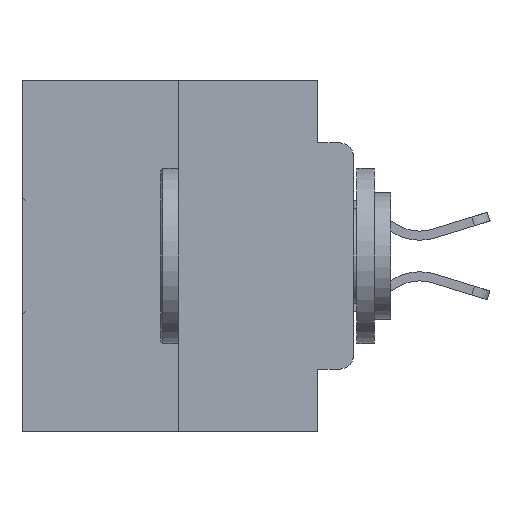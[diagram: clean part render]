
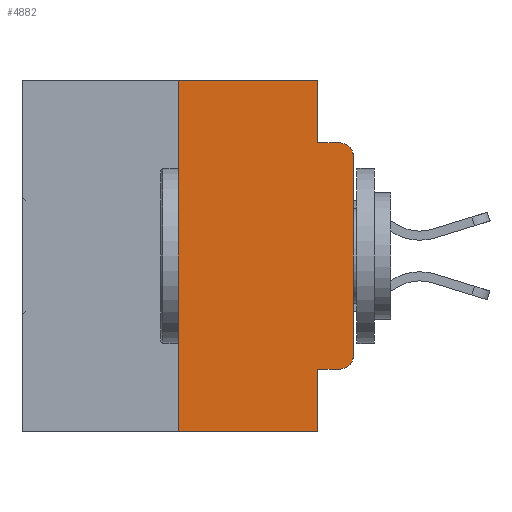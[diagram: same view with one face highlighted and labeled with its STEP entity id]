
A CAD part, left-side view. The second image highlights one B-rep face of the part: STEP entity #4882.
In plain terms, the highlighted planar face has unit normal (-1, 0, 0).
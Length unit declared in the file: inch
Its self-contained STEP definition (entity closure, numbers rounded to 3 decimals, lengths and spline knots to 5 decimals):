
#225 = LINE ( 'NONE', #26637, #5427 ) ;
#349 = CARTESIAN_POINT ( 'NONE',  ( 0., 0.051, -0.0885 ) ) ;
#382 = LINE ( 'NONE', #17354, #25807 ) ;
#507 = CARTESIAN_POINT ( 'NONE',  ( 0., 0.25, -0.5 ) ) ;
#833 = DIRECTION ( 'NONE',  ( -1., 0., 0. ) ) ;
#944 = CARTESIAN_POINT ( 'NONE',  ( 0., 0., -0.3915 ) ) ;
#954 = VERTEX_POINT ( 'NONE', #24179 ) ;
#1421 = ORIENTED_EDGE ( 'NONE', *, *, #21591, .T. ) ;
#1446 = VERTEX_POINT ( 'NONE', #15394 ) ;
#2042 = EDGE_CURVE ( 'NONE', #11355, #20236, #7644, .T. ) ;
#2074 = CARTESIAN_POINT ( 'NONE',  ( 0., 0.473, 0. ) ) ;
#2183 = DIRECTION ( 'NONE',  ( 0., 0., -1. ) ) ;
#2248 = AXIS2_PLACEMENT_3D ( 'NONE', #2074, #17503, #2183 ) ;
#2546 = VERTEX_POINT ( 'NONE', #944 ) ;
#3169 = VERTEX_POINT ( 'NONE', #13114 ) ;
#3290 = VECTOR ( 'NONE', #31150, 39.37008 ) ;
#4732 = CARTESIAN_POINT ( 'NONE',  ( 0., 0.051, 0. ) ) ;
#4835 = CIRCLE ( 'NONE', #9478, 0.02 ) ;
#4882 = ADVANCED_FACE ( 'NONE', ( #18969 ), #14966, .F. ) ;
#5202 = VERTEX_POINT ( 'NONE', #29199 ) ;
#5427 = VECTOR ( 'NONE', #16665, 39.37008 ) ;
#5647 = LINE ( 'NONE', #349, #31725 ) ;
#6704 = CARTESIAN_POINT ( 'NONE',  ( 0., 0.051, -0.5 ) ) ;
#6871 = CARTESIAN_POINT ( 'NONE',  ( 0., 0.051, 0. ) ) ;
#7175 = CARTESIAN_POINT ( 'NONE',  ( 0., 0.02, -0.1085 ) ) ;
#7202 = LINE ( 'NONE', #17042, #13215 ) ;
#7644 = LINE ( 'NONE', #24974, #13664 ) ;
#8244 = ORIENTED_EDGE ( 'NONE', *, *, #19911, .F. ) ;
#9449 = DIRECTION ( 'NONE',  ( 0., 0., -1. ) ) ;
#9478 = AXIS2_PLACEMENT_3D ( 'NONE', #16170, #833, #18693 ) ;
#9758 = DIRECTION ( 'NONE',  ( 0., 0., -1. ) ) ;
#11355 = VERTEX_POINT ( 'NONE', #507 ) ;
#11411 = EDGE_CURVE ( 'NONE', #5202, #2546, #4835, .T. ) ;
#11478 = ORIENTED_EDGE ( 'NONE', *, *, #20192, .F. ) ;
#11778 = CARTESIAN_POINT ( 'NONE',  ( 0., 0.473, 0. ) ) ;
#13114 = CARTESIAN_POINT ( 'NONE',  ( 0., 0.051, -0.0885 ) ) ;
#13122 = EDGE_CURVE ( 'NONE', #954, #5202, #225, .T. ) ;
#13215 = VECTOR ( 'NONE', #24632, 39.37008 ) ;
#13664 = VECTOR ( 'NONE', #30429, 39.37008 ) ;
#13897 = CARTESIAN_POINT ( 'NONE',  ( 0., 0.02, -0.0885 ) ) ;
#14188 = VERTEX_POINT ( 'NONE', #26159 ) ;
#14250 = ORIENTED_EDGE ( 'NONE', *, *, #24957, .T. ) ;
#14673 = ORIENTED_EDGE ( 'NONE', *, *, #2042, .T. ) ;
#14827 = EDGE_CURVE ( 'NONE', #954, #20236, #16896, .T. ) ;
#14966 = PLANE ( 'NONE',  #2248 ) ;
#15208 = CIRCLE ( 'NONE', #22863, 0.02 ) ;
#15394 = CARTESIAN_POINT ( 'NONE',  ( 0., 0., -0.1085 ) ) ;
#16170 = CARTESIAN_POINT ( 'NONE',  ( 0., 0.02, -0.3915 ) ) ;
#16423 = VECTOR ( 'NONE', #26833, 39.37008 ) ;
#16511 = EDGE_CURVE ( 'NONE', #11355, #14188, #382, .T. ) ;
#16538 = VERTEX_POINT ( 'NONE', #4732 ) ;
#16665 = DIRECTION ( 'NONE',  ( 0., -1., 0. ) ) ;
#16896 = LINE ( 'NONE', #18574, #3290 ) ;
#17042 = CARTESIAN_POINT ( 'NONE',  ( 0., 0., 0. ) ) ;
#17354 = CARTESIAN_POINT ( 'NONE',  ( 0., 0.25, 0. ) ) ;
#17503 = DIRECTION ( 'NONE',  ( 1., 0., 0. ) ) ;
#18214 = EDGE_CURVE ( 'NONE', #16538, #3169, #20520, .T. ) ;
#18574 = CARTESIAN_POINT ( 'NONE',  ( 0., 0.051, 0. ) ) ;
#18693 = DIRECTION ( 'NONE',  ( 0., 0., -1. ) ) ;
#18969 = FACE_OUTER_BOUND ( 'NONE', #31236, .T. ) ;
#19610 = LINE ( 'NONE', #11778, #16423 ) ;
#19911 = EDGE_CURVE ( 'NONE', #3169, #23280, #5647, .T. ) ;
#20192 = EDGE_CURVE ( 'NONE', #14188, #16538, #19610, .T. ) ;
#20236 = VERTEX_POINT ( 'NONE', #6704 ) ;
#20520 = LINE ( 'NONE', #6871, #26364 ) ;
#21393 = ORIENTED_EDGE ( 'NONE', *, *, #14827, .F. ) ;
#21591 = EDGE_CURVE ( 'NONE', #1446, #23280, #15208, .T. ) ;
#22184 = ORIENTED_EDGE ( 'NONE', *, *, #13122, .T. ) ;
#22863 = AXIS2_PLACEMENT_3D ( 'NONE', #7175, #24924, #9758 ) ;
#22971 = ORIENTED_EDGE ( 'NONE', *, *, #11411, .T. ) ;
#23280 = VERTEX_POINT ( 'NONE', #13897 ) ;
#23329 = ORIENTED_EDGE ( 'NONE', *, *, #18214, .F. ) ;
#24179 = CARTESIAN_POINT ( 'NONE',  ( 0., 0.051, -0.4115 ) ) ;
#24632 = DIRECTION ( 'NONE',  ( 0., 0., 1. ) ) ;
#24924 = DIRECTION ( 'NONE',  ( -1., 0., 0. ) ) ;
#24957 = EDGE_CURVE ( 'NONE', #2546, #1446, #7202, .T. ) ;
#24974 = CARTESIAN_POINT ( 'NONE',  ( 0., 0.473, -0.5 ) ) ;
#25678 = DIRECTION ( 'NONE',  ( 0., -1., 0. ) ) ;
#25807 = VECTOR ( 'NONE', #29931, 39.37008 ) ;
#26159 = CARTESIAN_POINT ( 'NONE',  ( 0., 0.25, 0. ) ) ;
#26364 = VECTOR ( 'NONE', #9449, 39.37008 ) ;
#26637 = CARTESIAN_POINT ( 'NONE',  ( 0., 0.051, -0.4115 ) ) ;
#26833 = DIRECTION ( 'NONE',  ( 0., -1., 0. ) ) ;
#29199 = CARTESIAN_POINT ( 'NONE',  ( 0., 0.02, -0.4115 ) ) ;
#29931 = DIRECTION ( 'NONE',  ( 0., 0., 1. ) ) ;
#30429 = DIRECTION ( 'NONE',  ( 0., -1., 0. ) ) ;
#31150 = DIRECTION ( 'NONE',  ( 0., 0., -1. ) ) ;
#31236 = EDGE_LOOP ( 'NONE', ( #14250, #1421, #8244, #23329, #11478, #31517, #14673, #21393, #22184, #22971 ) ) ;
#31517 = ORIENTED_EDGE ( 'NONE', *, *, #16511, .F. ) ;
#31725 = VECTOR ( 'NONE', #25678, 39.37008 ) ;
